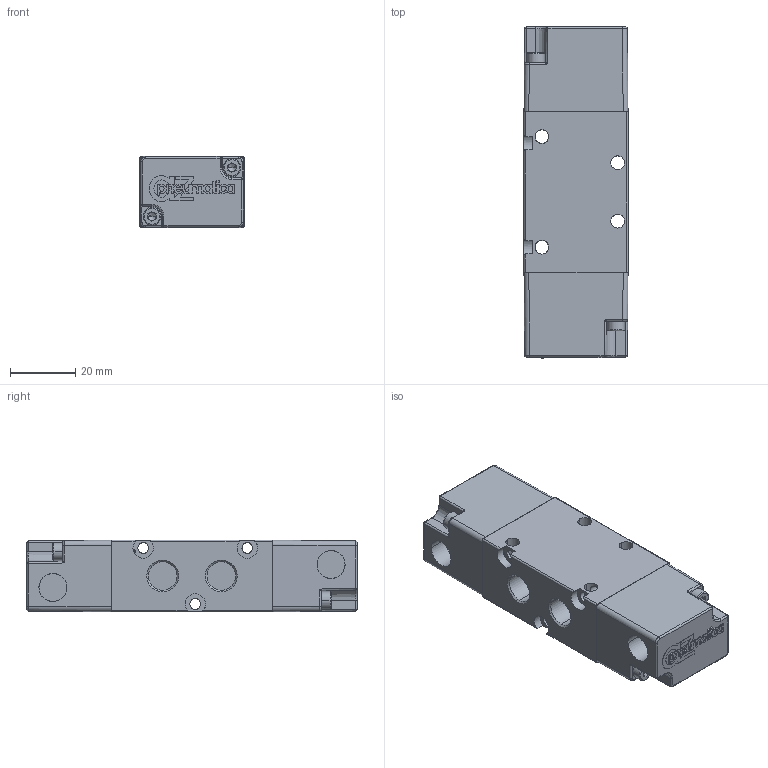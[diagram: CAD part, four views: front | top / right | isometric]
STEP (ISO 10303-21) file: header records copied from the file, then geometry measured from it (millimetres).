
FILE_DESCRIPTION (( 'STEP AP214' ), '1' );
FILE_NAME ('00_030_4.STEP', '2016-01-08T13:54:20', ( '' ), ( '' ), 'SwSTEP 2.0', 'SolidWorks 2016', '' );
FILE_SCHEMA (( 'AUTOMOTIVE_DESIGN' ));
Length unit declared in the file: millimetre
Products named in the file (1): 00_030_4
Bounding box: 32 x 102.08 x 22 mm (x, y, z)
Volume: 64228 mm3; surface area: 19817.5 mm2
Topology: 7 solids, 7 shells, 2003 faces, 5467 edges, 3496 vertices
Faces by surface type: plane 915, cone 625, cylinder 399, bspline 48, torus 16
Entity records: 79193 total; most frequent: CARTESIAN_POINT 27229, DIRECTION 10953, ORIENTED_EDGE 10902, EDGE_CURVE 5451, AXIS2_PLACEMENT_3D 3672, VECTOR 3609, LINE 3609, VERTEX_POINT 3496
